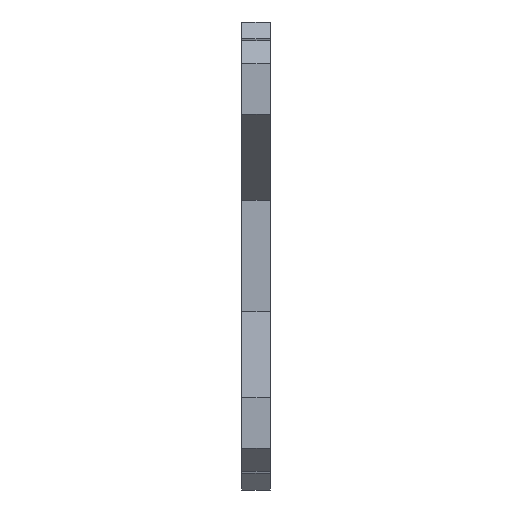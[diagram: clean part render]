
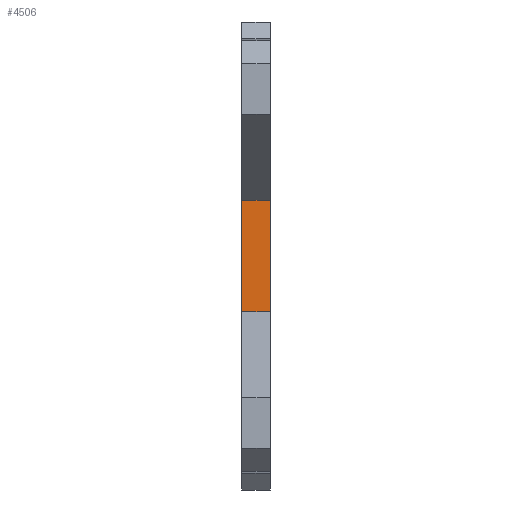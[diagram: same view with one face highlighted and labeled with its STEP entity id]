
A CAD part, left-side view. The second image highlights one B-rep face of the part: STEP entity #4506.
In plain terms, the highlighted planar face has unit normal (-1, 0, 0).
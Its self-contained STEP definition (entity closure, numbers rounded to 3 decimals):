
#213 = CARTESIAN_POINT ( 'NONE',  ( -56.999, 2.5, -3.613 ) ) ;
#222 = DIRECTION ( 'NONE',  ( 0., 0., 1. ) ) ;
#362 = LINE ( 'NONE', #417, #825 ) ;
#417 = CARTESIAN_POINT ( 'NONE',  ( -56.999, 2.5, -3.613 ) ) ;
#684 = ORIENTED_EDGE ( 'NONE', *, *, #1671, .T. ) ;
#792 = DIRECTION ( 'NONE',  ( 0., -1., 0. ) ) ;
#825 = VECTOR ( 'NONE', #4483, 1000. ) ;
#1510 = LINE ( 'NONE', #4408, #3034 ) ;
#1671 = EDGE_CURVE ( 'NONE', #3686, #3316, #5512, .T. ) ;
#1710 = CARTESIAN_POINT ( 'NONE',  ( -56.999, 2.5, 6.226 ) ) ;
#2138 = PLANE ( 'NONE',  #2173 ) ;
#2173 = AXIS2_PLACEMENT_3D ( 'NONE', #213, #4920, #4823 ) ;
#2651 = VERTEX_POINT ( 'NONE', #5055 ) ;
#3034 = VECTOR ( 'NONE', #222, 1000. ) ;
#3056 = VECTOR ( 'NONE', #792, 1000. ) ;
#3139 = CARTESIAN_POINT ( 'NONE',  ( -56.999, 2.5, -3.613 ) ) ;
#3205 = EDGE_CURVE ( 'NONE', #3316, #2651, #1510, .T. ) ;
#3316 = VERTEX_POINT ( 'NONE', #4864 ) ;
#3569 = ORIENTED_EDGE ( 'NONE', *, *, #3205, .T. ) ;
#3686 = VERTEX_POINT ( 'NONE', #3904 ) ;
#3764 = VECTOR ( 'NONE', #5002, 1000. ) ;
#3904 = CARTESIAN_POINT ( 'NONE',  ( -56.999, 2.5, -3.613 ) ) ;
#3997 = FACE_OUTER_BOUND ( 'NONE', #5608, .T. ) ;
#4021 = LINE ( 'NONE', #1710, #3056 ) ;
#4337 = CARTESIAN_POINT ( 'NONE',  ( -56.999, 2.5, 6.226 ) ) ;
#4408 = CARTESIAN_POINT ( 'NONE',  ( -56.999, 0., -3.613 ) ) ;
#4483 = DIRECTION ( 'NONE',  ( 0., 0., 1. ) ) ;
#4506 = ADVANCED_FACE ( 'NONE', ( #3997 ), #2138, .F. ) ;
#4823 = DIRECTION ( 'NONE',  ( 0., 0., -1. ) ) ;
#4864 = CARTESIAN_POINT ( 'NONE',  ( -56.999, 0., -3.613 ) ) ;
#4920 = DIRECTION ( 'NONE',  ( 1., 0., 0. ) ) ;
#5001 = EDGE_CURVE ( 'NONE', #3686, #5694, #362, .T. ) ;
#5002 = DIRECTION ( 'NONE',  ( 0., -1., 0. ) ) ;
#5055 = CARTESIAN_POINT ( 'NONE',  ( -56.999, 0., 6.226 ) ) ;
#5120 = EDGE_CURVE ( 'NONE', #5694, #2651, #4021, .T. ) ;
#5512 = LINE ( 'NONE', #3139, #3764 ) ;
#5564 = ORIENTED_EDGE ( 'NONE', *, *, #5001, .F. ) ;
#5608 = EDGE_LOOP ( 'NONE', ( #3569, #5650, #5564, #684 ) ) ;
#5650 = ORIENTED_EDGE ( 'NONE', *, *, #5120, .F. ) ;
#5694 = VERTEX_POINT ( 'NONE', #4337 ) ;
